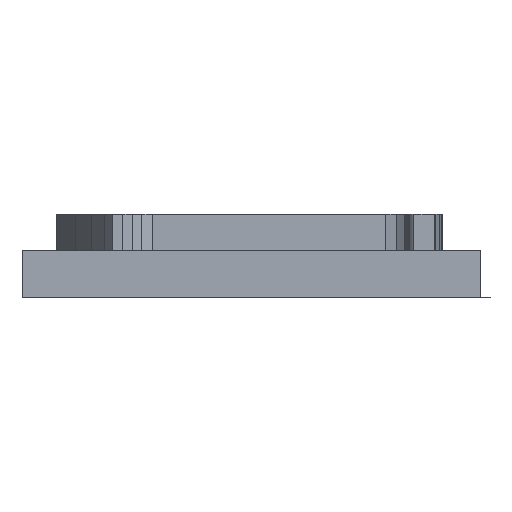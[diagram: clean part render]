
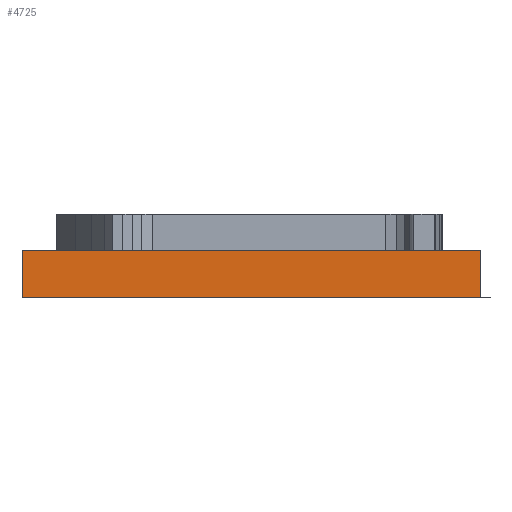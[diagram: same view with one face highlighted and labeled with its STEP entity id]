
A CAD part, left-side view. The second image highlights one B-rep face of the part: STEP entity #4725.
In plain terms, the highlighted planar face has unit normal (-1, 0, 0).
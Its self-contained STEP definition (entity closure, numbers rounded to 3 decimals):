
#4725 = ADVANCED_FACE('',(#4726),#4740,.F.);
#4726 = FACE_BOUND('',#4727,.F.);
#4727 = EDGE_LOOP('',(#4728,#4763,#4791,#4819));
#4728 = ORIENTED_EDGE('',*,*,#4729,.F.);
#4729 = EDGE_CURVE('',#4730,#4732,#4734,.T.);
#4730 = VERTEX_POINT('',#4731);
#4731 = CARTESIAN_POINT('',(0.,0.,0.));
#4732 = VERTEX_POINT('',#4733);
#4733 = CARTESIAN_POINT('',(0.,0.,8.));
#4734 = SURFACE_CURVE('',#4735,(#4739,#4751),.PCURVE_S1.);
#4735 = LINE('',#4736,#4737);
#4736 = CARTESIAN_POINT('',(0.,0.,0.));
#4737 = VECTOR('',#4738,1.);
#4738 = DIRECTION('',(0.,0.,1.));
#4739 = PCURVE('',#4740,#4745);
#4740 = PLANE('',#4741);
#4741 = AXIS2_PLACEMENT_3D('',#4742,#4743,#4744);
#4742 = CARTESIAN_POINT('',(0.,0.,0.));
#4743 = DIRECTION('',(1.,0.,0.));
#4744 = DIRECTION('',(0.,0.,1.));
#4745 = DEFINITIONAL_REPRESENTATION('',(#4746),#4750);
#4746 = LINE('',#4747,#4748);
#4747 = CARTESIAN_POINT('',(0.,0.));
#4748 = VECTOR('',#4749,1.);
#4749 = DIRECTION('',(1.,0.));
#4750 = ( GEOMETRIC_REPRESENTATION_CONTEXT(2) 
PARAMETRIC_REPRESENTATION_CONTEXT() REPRESENTATION_CONTEXT('2D SPACE',''
  ) );
#4751 = PCURVE('',#4752,#4757);
#4752 = PLANE('',#4753);
#4753 = AXIS2_PLACEMENT_3D('',#4754,#4755,#4756);
#4754 = CARTESIAN_POINT('',(0.,0.,0.));
#4755 = DIRECTION('',(0.,1.,0.));
#4756 = DIRECTION('',(0.,0.,1.));
#4757 = DEFINITIONAL_REPRESENTATION('',(#4758),#4762);
#4758 = LINE('',#4759,#4760);
#4759 = CARTESIAN_POINT('',(0.,0.));
#4760 = VECTOR('',#4761,1.);
#4761 = DIRECTION('',(1.,0.));
#4762 = ( GEOMETRIC_REPRESENTATION_CONTEXT(2) 
PARAMETRIC_REPRESENTATION_CONTEXT() REPRESENTATION_CONTEXT('2D SPACE',''
  ) );
#4763 = ORIENTED_EDGE('',*,*,#4764,.T.);
#4764 = EDGE_CURVE('',#4730,#4765,#4767,.T.);
#4765 = VERTEX_POINT('',#4766);
#4766 = CARTESIAN_POINT('',(0.,77.,0.));
#4767 = SURFACE_CURVE('',#4768,(#4772,#4779),.PCURVE_S1.);
#4768 = LINE('',#4769,#4770);
#4769 = CARTESIAN_POINT('',(0.,0.,0.));
#4770 = VECTOR('',#4771,1.);
#4771 = DIRECTION('',(0.,1.,0.));
#4772 = PCURVE('',#4740,#4773);
#4773 = DEFINITIONAL_REPRESENTATION('',(#4774),#4778);
#4774 = LINE('',#4775,#4776);
#4775 = CARTESIAN_POINT('',(0.,0.));
#4776 = VECTOR('',#4777,1.);
#4777 = DIRECTION('',(0.,-1.));
#4778 = ( GEOMETRIC_REPRESENTATION_CONTEXT(2) 
PARAMETRIC_REPRESENTATION_CONTEXT() REPRESENTATION_CONTEXT('2D SPACE',''
  ) );
#4779 = PCURVE('',#4780,#4785);
#4780 = PLANE('',#4781);
#4781 = AXIS2_PLACEMENT_3D('',#4782,#4783,#4784);
#4782 = CARTESIAN_POINT('',(0.,0.,0.));
#4783 = DIRECTION('',(0.,0.,1.));
#4784 = DIRECTION('',(1.,0.,0.));
#4785 = DEFINITIONAL_REPRESENTATION('',(#4786),#4790);
#4786 = LINE('',#4787,#4788);
#4787 = CARTESIAN_POINT('',(0.,0.));
#4788 = VECTOR('',#4789,1.);
#4789 = DIRECTION('',(0.,1.));
#4790 = ( GEOMETRIC_REPRESENTATION_CONTEXT(2) 
PARAMETRIC_REPRESENTATION_CONTEXT() REPRESENTATION_CONTEXT('2D SPACE',''
  ) );
#4791 = ORIENTED_EDGE('',*,*,#4792,.T.);
#4792 = EDGE_CURVE('',#4765,#4793,#4795,.T.);
#4793 = VERTEX_POINT('',#4794);
#4794 = CARTESIAN_POINT('',(0.,77.,8.));
#4795 = SURFACE_CURVE('',#4796,(#4800,#4807),.PCURVE_S1.);
#4796 = LINE('',#4797,#4798);
#4797 = CARTESIAN_POINT('',(0.,77.,0.));
#4798 = VECTOR('',#4799,1.);
#4799 = DIRECTION('',(0.,0.,1.));
#4800 = PCURVE('',#4740,#4801);
#4801 = DEFINITIONAL_REPRESENTATION('',(#4802),#4806);
#4802 = LINE('',#4803,#4804);
#4803 = CARTESIAN_POINT('',(0.,-77.));
#4804 = VECTOR('',#4805,1.);
#4805 = DIRECTION('',(1.,0.));
#4806 = ( GEOMETRIC_REPRESENTATION_CONTEXT(2) 
PARAMETRIC_REPRESENTATION_CONTEXT() REPRESENTATION_CONTEXT('2D SPACE',''
  ) );
#4807 = PCURVE('',#4808,#4813);
#4808 = PLANE('',#4809);
#4809 = AXIS2_PLACEMENT_3D('',#4810,#4811,#4812);
#4810 = CARTESIAN_POINT('',(0.,77.,0.));
#4811 = DIRECTION('',(0.,1.,0.));
#4812 = DIRECTION('',(0.,0.,1.));
#4813 = DEFINITIONAL_REPRESENTATION('',(#4814),#4818);
#4814 = LINE('',#4815,#4816);
#4815 = CARTESIAN_POINT('',(0.,0.));
#4816 = VECTOR('',#4817,1.);
#4817 = DIRECTION('',(1.,0.));
#4818 = ( GEOMETRIC_REPRESENTATION_CONTEXT(2) 
PARAMETRIC_REPRESENTATION_CONTEXT() REPRESENTATION_CONTEXT('2D SPACE',''
  ) );
#4819 = ORIENTED_EDGE('',*,*,#4820,.F.);
#4820 = EDGE_CURVE('',#4732,#4793,#4821,.T.);
#4821 = SURFACE_CURVE('',#4822,(#4826,#4833),.PCURVE_S1.);
#4822 = LINE('',#4823,#4824);
#4823 = CARTESIAN_POINT('',(0.,0.,8.));
#4824 = VECTOR('',#4825,1.);
#4825 = DIRECTION('',(0.,1.,0.));
#4826 = PCURVE('',#4740,#4827);
#4827 = DEFINITIONAL_REPRESENTATION('',(#4828),#4832);
#4828 = LINE('',#4829,#4830);
#4829 = CARTESIAN_POINT('',(8.,0.));
#4830 = VECTOR('',#4831,1.);
#4831 = DIRECTION('',(0.,-1.));
#4832 = ( GEOMETRIC_REPRESENTATION_CONTEXT(2) 
PARAMETRIC_REPRESENTATION_CONTEXT() REPRESENTATION_CONTEXT('2D SPACE',''
  ) );
#4833 = PCURVE('',#4834,#4839);
#4834 = PLANE('',#4835);
#4835 = AXIS2_PLACEMENT_3D('',#4836,#4837,#4838);
#4836 = CARTESIAN_POINT('',(0.,0.,8.));
#4837 = DIRECTION('',(0.,0.,1.));
#4838 = DIRECTION('',(1.,0.,0.));
#4839 = DEFINITIONAL_REPRESENTATION('',(#4840),#4844);
#4840 = LINE('',#4841,#4842);
#4841 = CARTESIAN_POINT('',(0.,0.));
#4842 = VECTOR('',#4843,1.);
#4843 = DIRECTION('',(0.,1.));
#4844 = ( GEOMETRIC_REPRESENTATION_CONTEXT(2) 
PARAMETRIC_REPRESENTATION_CONTEXT() REPRESENTATION_CONTEXT('2D SPACE',''
  ) );
